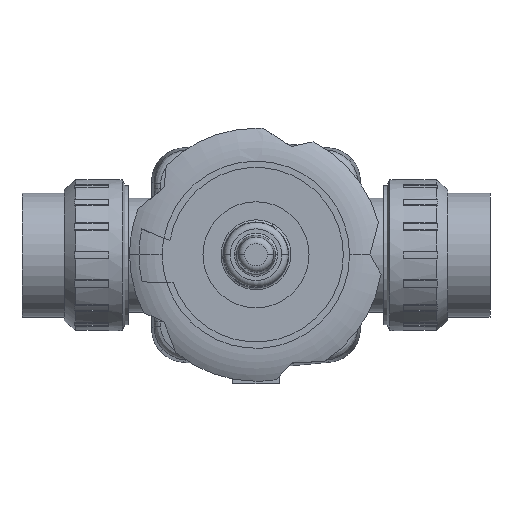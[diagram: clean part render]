
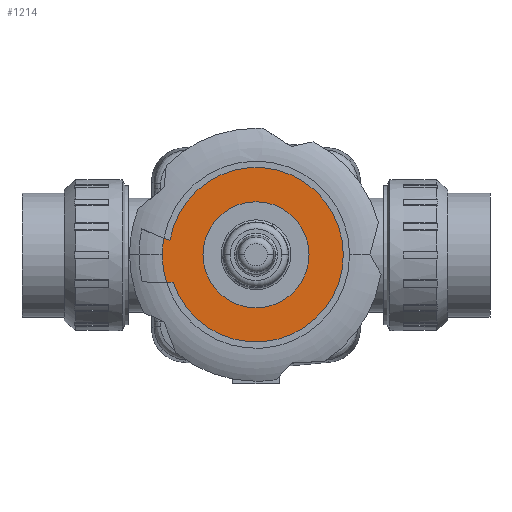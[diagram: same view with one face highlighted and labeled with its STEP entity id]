
A CAD part, top view. The second image highlights one B-rep face of the part: STEP entity #1214.
In plain terms, the highlighted planar face has unit normal (0, 0, 1).
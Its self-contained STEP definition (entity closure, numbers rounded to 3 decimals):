
#1214=ADVANCED_FACE('',(#2412,#2413),#2414,.T.);
#2412=FACE_OUTER_BOUND('',#4916,.T.);
#2413=FACE_BOUND('',#4917,.T.);
#2414=PLANE('',#4918);
#4916=EDGE_LOOP('',(#8313,#8314,#8315,#8316,#8317,#8318));
#4917=EDGE_LOOP('',(#8319,#8320));
#4918=AXIS2_PLACEMENT_3D('',#8321,#8322,#8323);
#8313=ORIENTED_EDGE('',*,*,#9665,.F.);
#8314=ORIENTED_EDGE('',*,*,#9710,.F.);
#8315=ORIENTED_EDGE('',*,*,#9658,.F.);
#8316=ORIENTED_EDGE('',*,*,#9707,.F.);
#8317=ORIENTED_EDGE('',*,*,#9698,.F.);
#8318=ORIENTED_EDGE('',*,*,#9692,.F.);
#8319=ORIENTED_EDGE('',*,*,#9686,.T.);
#8320=ORIENTED_EDGE('',*,*,#9674,.T.);
#8321=CARTESIAN_POINT('',(0.,0.,127.45));
#8322=DIRECTION('',(0.,0.,1.0));
#8323=DIRECTION('',(1.0,0.,0.));
#9658=EDGE_CURVE('',#11655,#11658,#11659,.T.);
#9665=EDGE_CURVE('',#11669,#11665,#11671,.T.);
#9674=EDGE_CURVE('',#11680,#11684,#11686,.T.);
#9686=EDGE_CURVE('',#11684,#11680,#11701,.T.);
#9692=EDGE_CURVE('',#11665,#11708,#11709,.T.);
#9698=EDGE_CURVE('',#11708,#11718,#11719,.T.);
#9707=EDGE_CURVE('',#11718,#11655,#11730,.T.);
#9710=EDGE_CURVE('',#11658,#11669,#11733,.T.);
#11655=VERTEX_POINT('',#15149);
#11658=VERTEX_POINT('',#15152);
#11659=CIRCLE('',#15153,44.4);
#11665=VERTEX_POINT('',#15164);
#11669=VERTEX_POINT('',#15169);
#11671=CIRCLE('',#15172,41.4);
#11680=VERTEX_POINT('',#15181);
#11684=VERTEX_POINT('',#15186);
#11686=CIRCLE('',#15189,25.15);
#11701=CIRCLE('',#15204,25.15);
#11708=VERTEX_POINT('',#15211);
#11709=CIRCLE('',#15212,41.4);
#11718=VERTEX_POINT('',#15225);
#11719=CIRCLE('',#15226,83.217);
#11730=CIRCLE('',#15248,44.4);
#11733=CIRCLE('',#15252,125.0);
#15149=CARTESIAN_POINT('',(-44.4,0.,127.45));
#15152=CARTESIAN_POINT('',(-43.694,7.885,127.45));
#15153=AXIS2_PLACEMENT_3D('',#16986,#16987,#16988);
#15164=CARTESIAN_POINT('',(41.4,0.,127.45));
#15169=CARTESIAN_POINT('',(-40.828,6.856,127.45));
#15172=AXIS2_PLACEMENT_3D('',#16997,#16998,#16999);
#15181=CARTESIAN_POINT('',(-25.15,0.,127.45));
#15186=CARTESIAN_POINT('',(25.15,0.,127.45));
#15189=AXIS2_PLACEMENT_3D('',#17014,#17015,#17016);
#15204=AXIS2_PLACEMENT_3D('',#17038,#17039,#17040);
#15211=CARTESIAN_POINT('',(-39.299,-13.021,127.45));
#15212=AXIS2_PLACEMENT_3D('',#17050,#17051,#17052);
#15225=CARTESIAN_POINT('',(-42.4,-13.176,127.45));
#15226=AXIS2_PLACEMENT_3D('',#17060,#17061,#17062);
#15248=AXIS2_PLACEMENT_3D('',#17073,#17074,#17075);
#15252=AXIS2_PLACEMENT_3D('',#17077,#17078,#17079);
#16986=CARTESIAN_POINT('',(0.,0.,127.45));
#16987=DIRECTION('',(0.,0.,-1.0));
#16988=DIRECTION('',(1.0,0.,0.));
#16997=CARTESIAN_POINT('',(0.,0.,127.45));
#16998=DIRECTION('',(0.,0.,-1.0));
#16999=DIRECTION('',(-1.0,0.,0.));
#17014=CARTESIAN_POINT('',(0.,0.,127.45));
#17015=DIRECTION('',(0.,0.,-1.0));
#17016=DIRECTION('',(-1.0,0.,0.));
#17038=CARTESIAN_POINT('',(0.,0.,127.45));
#17039=DIRECTION('',(0.,0.,-1.0));
#17040=DIRECTION('',(-1.0,0.,0.));
#17050=CARTESIAN_POINT('',(0.,0.,127.45));
#17051=DIRECTION('',(0.,0.,-1.0));
#17052=DIRECTION('',(-1.0,0.,0.));
#17060=CARTESIAN_POINT('',(-45.0,70.,127.45));
#17061=DIRECTION('',(0.0,0.,-1.0));
#17062=DIRECTION('',(-0.024,1.,0.));
#17073=CARTESIAN_POINT('',(0.,0.,127.45));
#17074=DIRECTION('',(0.,0.,-1.0));
#17075=DIRECTION('',(1.0,0.,0.));
#17077=CARTESIAN_POINT('',(0.,125.0,127.45));
#17078=DIRECTION('',(0.,0.,1.0));
#17079=DIRECTION('',(-0.354,-0.935,0.));
